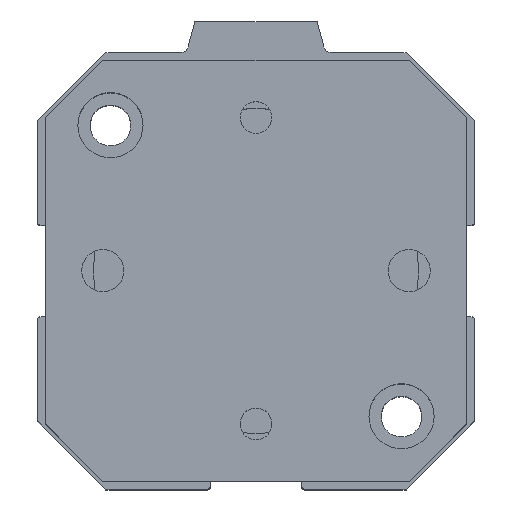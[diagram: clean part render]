
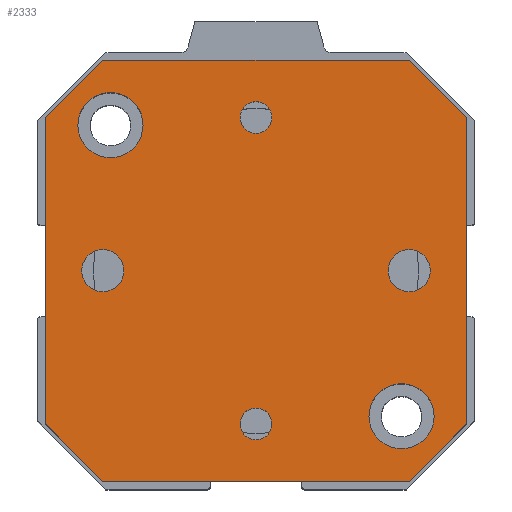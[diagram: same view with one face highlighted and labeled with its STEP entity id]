
A CAD part, top view. The second image highlights one B-rep face of the part: STEP entity #2333.
In plain terms, the highlighted planar face has unit normal (0, 0, 1).
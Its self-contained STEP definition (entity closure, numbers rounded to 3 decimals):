
#177=LINE('',#3896,#343);
#179=LINE('',#3900,#345);
#181=LINE('',#3904,#347);
#183=LINE('',#3908,#349);
#185=LINE('',#3912,#351);
#187=LINE('',#3916,#353);
#189=LINE('',#3920,#355);
#191=LINE('',#3923,#357);
#343=VECTOR('',#3235,40.);
#345=VECTOR('',#3239,10.607);
#347=VECTOR('',#3243,40.);
#349=VECTOR('',#3247,10.607);
#351=VECTOR('',#3251,40.);
#353=VECTOR('',#3255,10.607);
#355=VECTOR('',#3259,40.);
#357=VECTOR('',#3263,10.607);
#431=PLANE('',#2593);
#521=FACE_BOUND('',#846,.T.);
#522=FACE_BOUND('',#847,.T.);
#523=FACE_BOUND('',#848,.T.);
#524=FACE_BOUND('',#849,.T.);
#525=FACE_BOUND('',#850,.T.);
#526=FACE_BOUND('',#851,.T.);
#527=FACE_BOUND('',#852,.T.);
#846=EDGE_LOOP('',(#2038));
#847=EDGE_LOOP('',(#2039));
#848=EDGE_LOOP('',(#2040));
#849=EDGE_LOOP('',(#2041));
#850=EDGE_LOOP('',(#2042));
#851=EDGE_LOOP('',(#2043));
#852=EDGE_LOOP('',(#2044,#2045,#2046,#2047,#2048,#2049,#2050,#2051));
#961=CIRCLE('',#2549,2.067);
#963=CIRCLE('',#2552,2.067);
#968=CIRCLE('',#2560,2.75);
#972=CIRCLE('',#2567,2.75);
#981=CIRCLE('',#2582,4.25);
#982=CIRCLE('',#2584,4.25);
#1157=VERTEX_POINT('',#3814);
#1159=VERTEX_POINT('',#3819);
#1164=VERTEX_POINT('',#3832);
#1168=VERTEX_POINT('',#3843);
#1187=VERTEX_POINT('',#3887);
#1188=VERTEX_POINT('',#3890);
#1189=VERTEX_POINT('',#3893);
#1190=VERTEX_POINT('',#3895);
#1191=VERTEX_POINT('',#3899);
#1192=VERTEX_POINT('',#3903);
#1193=VERTEX_POINT('',#3907);
#1194=VERTEX_POINT('',#3911);
#1195=VERTEX_POINT('',#3915);
#1196=VERTEX_POINT('',#3919);
#1437=EDGE_CURVE('',#1157,#1157,#961,.T.);
#1439=EDGE_CURVE('',#1159,#1159,#963,.T.);
#1444=EDGE_CURVE('',#1164,#1164,#968,.T.);
#1448=EDGE_CURVE('',#1168,#1168,#972,.T.);
#1467=EDGE_CURVE('',#1187,#1187,#981,.T.);
#1468=EDGE_CURVE('',#1188,#1188,#982,.T.);
#1470=EDGE_CURVE('',#1190,#1189,#177,.T.);
#1472=EDGE_CURVE('',#1191,#1190,#179,.T.);
#1474=EDGE_CURVE('',#1192,#1191,#181,.T.);
#1476=EDGE_CURVE('',#1193,#1192,#183,.T.);
#1478=EDGE_CURVE('',#1194,#1193,#185,.T.);
#1480=EDGE_CURVE('',#1195,#1194,#187,.T.);
#1482=EDGE_CURVE('',#1196,#1195,#189,.T.);
#1484=EDGE_CURVE('',#1189,#1196,#191,.T.);
#2038=ORIENTED_EDGE('',*,*,#1437,.T.);
#2039=ORIENTED_EDGE('',*,*,#1439,.T.);
#2040=ORIENTED_EDGE('',*,*,#1444,.T.);
#2041=ORIENTED_EDGE('',*,*,#1448,.T.);
#2042=ORIENTED_EDGE('',*,*,#1467,.T.);
#2043=ORIENTED_EDGE('',*,*,#1468,.T.);
#2044=ORIENTED_EDGE('',*,*,#1484,.T.);
#2045=ORIENTED_EDGE('',*,*,#1482,.T.);
#2046=ORIENTED_EDGE('',*,*,#1480,.T.);
#2047=ORIENTED_EDGE('',*,*,#1478,.T.);
#2048=ORIENTED_EDGE('',*,*,#1476,.T.);
#2049=ORIENTED_EDGE('',*,*,#1474,.T.);
#2050=ORIENTED_EDGE('',*,*,#1472,.T.);
#2051=ORIENTED_EDGE('',*,*,#1470,.T.);
#2333=ADVANCED_FACE('',(#521,#522,#523,#524,#525,#526,#527),#431,.T.);
#2549=AXIS2_PLACEMENT_3D('',#3815,#3150,#3151);
#2552=AXIS2_PLACEMENT_3D('',#3820,#3156,#3157);
#2560=AXIS2_PLACEMENT_3D('',#3833,#3172,#3173);
#2567=AXIS2_PLACEMENT_3D('',#3844,#3186,#3187);
#2582=AXIS2_PLACEMENT_3D('',#3888,#3226,#3227);
#2584=AXIS2_PLACEMENT_3D('',#3891,#3230,#3231);
#2593=AXIS2_PLACEMENT_3D('',#3924,#3264,#3265);
#3150=DIRECTION('center_axis',(0.,0.,-1.));
#3151=DIRECTION('ref_axis',(1.,0.,0.));
#3156=DIRECTION('center_axis',(0.,0.,-1.));
#3157=DIRECTION('ref_axis',(1.,0.,0.));
#3172=DIRECTION('center_axis',(0.,0.,-1.));
#3173=DIRECTION('ref_axis',(1.,0.,0.));
#3186=DIRECTION('center_axis',(0.,0.,-1.));
#3187=DIRECTION('ref_axis',(1.,0.,0.));
#3226=DIRECTION('center_axis',(0.,0.,-1.));
#3227=DIRECTION('ref_axis',(-1.,0.,0.));
#3230=DIRECTION('center_axis',(0.,0.,-1.));
#3231=DIRECTION('ref_axis',(-1.,0.,0.));
#3235=DIRECTION('',(0.,1.,0.));
#3239=DIRECTION('',(0.707,0.707,0.));
#3243=DIRECTION('',(1.,0.,0.));
#3247=DIRECTION('',(0.707,-0.707,0.));
#3251=DIRECTION('',(0.,-1.,0.));
#3255=DIRECTION('',(-0.707,-0.707,0.));
#3259=DIRECTION('',(-1.,0.,0.));
#3263=DIRECTION('',(-0.707,0.707,0.));
#3264=DIRECTION('center_axis',(0.,0.,1.));
#3265=DIRECTION('ref_axis',(1.,0.,0.));
#3814=CARTESIAN_POINT('',(-22.067,0.,45.25));
#3815=CARTESIAN_POINT('Origin',(-20.,0.,45.25));
#3819=CARTESIAN_POINT('',(17.933,0.,45.25));
#3820=CARTESIAN_POINT('Origin',(20.,0.,45.25));
#3832=CARTESIAN_POINT('',(-2.75,20.,45.25));
#3833=CARTESIAN_POINT('Origin',(0.,20.,45.25));
#3843=CARTESIAN_POINT('',(-2.75,-20.,45.25));
#3844=CARTESIAN_POINT('Origin',(0.,-20.,45.25));
#3887=CARTESIAN_POINT('',(-14.75,-19.,45.25));
#3888=CARTESIAN_POINT('Origin',(-19.,-19.,45.25));
#3890=CARTESIAN_POINT('',(23.25,19.,45.25));
#3891=CARTESIAN_POINT('Origin',(19.,19.,45.25));
#3893=CARTESIAN_POINT('',(27.5,20.,45.25));
#3895=CARTESIAN_POINT('',(27.5,-20.,45.25));
#3896=CARTESIAN_POINT('',(27.5,20.,45.25));
#3899=CARTESIAN_POINT('',(20.,-27.5,45.25));
#3900=CARTESIAN_POINT('',(27.5,-20.,45.25));
#3903=CARTESIAN_POINT('',(-20.,-27.5,45.25));
#3904=CARTESIAN_POINT('',(20.,-27.5,45.25));
#3907=CARTESIAN_POINT('',(-27.5,-20.,45.25));
#3908=CARTESIAN_POINT('',(-20.,-27.5,45.25));
#3911=CARTESIAN_POINT('',(-27.5,20.,45.25));
#3912=CARTESIAN_POINT('',(-27.5,-20.,45.25));
#3915=CARTESIAN_POINT('',(-20.,27.5,45.25));
#3916=CARTESIAN_POINT('',(-27.5,20.,45.25));
#3919=CARTESIAN_POINT('',(20.,27.5,45.25));
#3920=CARTESIAN_POINT('',(-20.,27.5,45.25));
#3923=CARTESIAN_POINT('',(20.,27.5,45.25));
#3924=CARTESIAN_POINT('Origin',(0.,0.,45.25));
